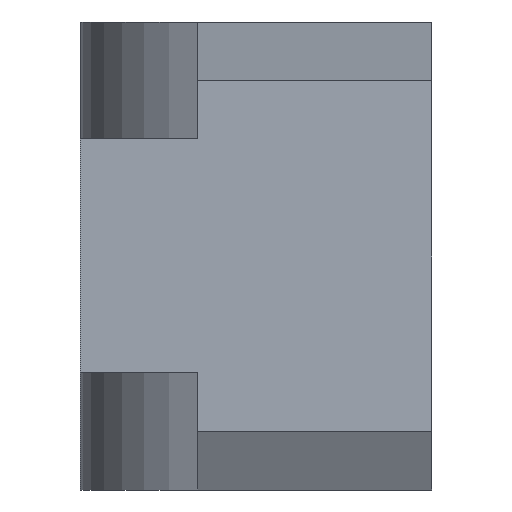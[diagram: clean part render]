
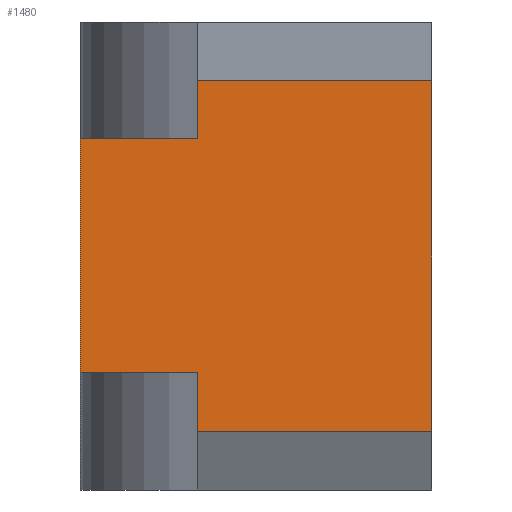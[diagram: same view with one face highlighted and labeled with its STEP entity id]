
A CAD part, left-side view. The second image highlights one B-rep face of the part: STEP entity #1480.
In plain terms, the highlighted planar face has unit normal (-1, 0, 0).
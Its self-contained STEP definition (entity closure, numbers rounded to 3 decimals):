
#50 = VECTOR ( 'NONE', #156, 1000. ) ;
#73 = ORIENTED_EDGE ( 'NONE', *, *, #124, .F. ) ;
#124 = EDGE_CURVE ( 'NONE', #2500, #411, #533, .T. ) ;
#156 = DIRECTION ( 'NONE',  ( 0., -1., 0. ) ) ;
#160 = CARTESIAN_POINT ( 'NONE',  ( -200., -50., 75. ) ) ;
#163 = VERTEX_POINT ( 'NONE', #2008 ) ;
#172 = CARTESIAN_POINT ( 'NONE',  ( -200., 50., 0. ) ) ;
#174 = CARTESIAN_POINT ( 'NONE',  ( -200., -50., 75. ) ) ;
#198 = CARTESIAN_POINT ( 'NONE',  ( -200., 50., -75. ) ) ;
#264 = ORIENTED_EDGE ( 'NONE', *, *, #2372, .F. ) ;
#361 = DIRECTION ( 'NONE',  ( 0., 0., -1. ) ) ;
#395 = VERTEX_POINT ( 'NONE', #1948 ) ;
#411 = VERTEX_POINT ( 'NONE', #541 ) ;
#496 = DIRECTION ( 'NONE',  ( 0., -1., 0. ) ) ;
#533 = LINE ( 'NONE', #1021, #1639 ) ;
#541 = CARTESIAN_POINT ( 'NONE',  ( -200., 50., 50. ) ) ;
#572 = EDGE_CURVE ( 'NONE', #163, #2500, #1600, .T. ) ;
#581 = VERTEX_POINT ( 'NONE', #2302 ) ;
#583 = DIRECTION ( 'NONE',  ( 0., 0., 1. ) ) ;
#612 = EDGE_CURVE ( 'NONE', #395, #411, #2070, .T. ) ;
#739 = LINE ( 'NONE', #2473, #1353 ) ;
#780 = EDGE_CURVE ( 'NONE', #163, #581, #1402, .T. ) ;
#826 = FACE_OUTER_BOUND ( 'NONE', #2328, .T. ) ;
#907 = DIRECTION ( 'NONE',  ( 0., 0., -1. ) ) ;
#982 = VECTOR ( 'NONE', #2055, 1000. ) ;
#990 = ORIENTED_EDGE ( 'NONE', *, *, #572, .F. ) ;
#1021 = CARTESIAN_POINT ( 'NONE',  ( -200., 50., 50. ) ) ;
#1083 = EDGE_CURVE ( 'NONE', #2575, #1729, #2781, .T. ) ;
#1137 = VECTOR ( 'NONE', #2012, 1000. ) ;
#1341 = AXIS2_PLACEMENT_3D ( 'NONE', #2579, #2828, #583 ) ;
#1353 = VECTOR ( 'NONE', #496, 1000. ) ;
#1402 = LINE ( 'NONE', #2398, #50 ) ;
#1464 = ORIENTED_EDGE ( 'NONE', *, *, #780, .T. ) ;
#1480 = ADVANCED_FACE ( 'NONE', ( #826 ), #1825, .T. ) ;
#1600 = LINE ( 'NONE', #2581, #982 ) ;
#1639 = VECTOR ( 'NONE', #2020, 1000. ) ;
#1656 = VECTOR ( 'NONE', #3078, 1000. ) ;
#1729 = VERTEX_POINT ( 'NONE', #2964 ) ;
#1807 = ORIENTED_EDGE ( 'NONE', *, *, #612, .T. ) ;
#1825 = PLANE ( 'NONE',  #1341 ) ;
#1879 = VECTOR ( 'NONE', #907, 1000. ) ;
#1948 = CARTESIAN_POINT ( 'NONE',  ( -200., 50., 75. ) ) ;
#2008 = CARTESIAN_POINT ( 'NONE',  ( -200., 100., -50. ) ) ;
#2012 = DIRECTION ( 'NONE',  ( 0., -1., 0. ) ) ;
#2020 = DIRECTION ( 'NONE',  ( 0., -1., 0. ) ) ;
#2055 = DIRECTION ( 'NONE',  ( 0., 0., 1. ) ) ;
#2070 = LINE ( 'NONE', #172, #1879 ) ;
#2091 = VERTEX_POINT ( 'NONE', #174 ) ;
#2095 = LINE ( 'NONE', #2787, #1656 ) ;
#2101 = ORIENTED_EDGE ( 'NONE', *, *, #3134, .T. ) ;
#2271 = CARTESIAN_POINT ( 'NONE',  ( -200., 50., -75. ) ) ;
#2302 = CARTESIAN_POINT ( 'NONE',  ( -200., 50., -50. ) ) ;
#2328 = EDGE_LOOP ( 'NONE', ( #2968, #2806, #264, #1807, #73, #990, #1464, #2101 ) ) ;
#2372 = EDGE_CURVE ( 'NONE', #395, #2091, #739, .T. ) ;
#2398 = CARTESIAN_POINT ( 'NONE',  ( -200., 50., -50. ) ) ;
#2473 = CARTESIAN_POINT ( 'NONE',  ( -200., 50., 75. ) ) ;
#2500 = VERTEX_POINT ( 'NONE', #2595 ) ;
#2575 = VERTEX_POINT ( 'NONE', #198 ) ;
#2579 = CARTESIAN_POINT ( 'NONE',  ( -200., 50., 0. ) ) ;
#2581 = CARTESIAN_POINT ( 'NONE',  ( -200., 100., -50. ) ) ;
#2595 = CARTESIAN_POINT ( 'NONE',  ( -200., 100., 50. ) ) ;
#2781 = LINE ( 'NONE', #2271, #1137 ) ;
#2787 = CARTESIAN_POINT ( 'NONE',  ( -200., 50., 0. ) ) ;
#2806 = ORIENTED_EDGE ( 'NONE', *, *, #2824, .F. ) ;
#2824 = EDGE_CURVE ( 'NONE', #2091, #1729, #2882, .T. ) ;
#2828 = DIRECTION ( 'NONE',  ( -1., 0., 0. ) ) ;
#2882 = LINE ( 'NONE', #160, #3100 ) ;
#2964 = CARTESIAN_POINT ( 'NONE',  ( -200., -50., -75. ) ) ;
#2968 = ORIENTED_EDGE ( 'NONE', *, *, #1083, .T. ) ;
#3078 = DIRECTION ( 'NONE',  ( 0., 0., -1. ) ) ;
#3100 = VECTOR ( 'NONE', #361, 1000. ) ;
#3134 = EDGE_CURVE ( 'NONE', #581, #2575, #2095, .T. ) ;
